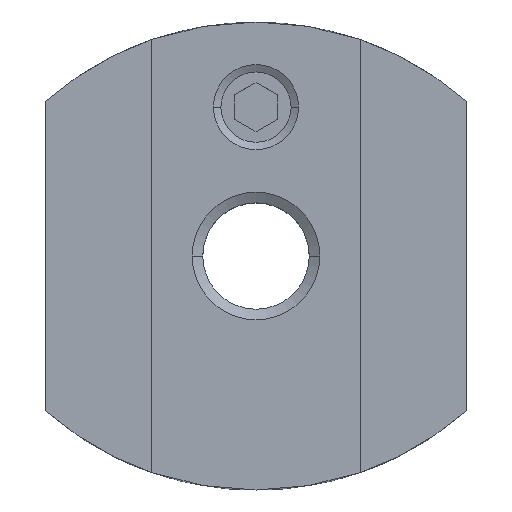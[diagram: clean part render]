
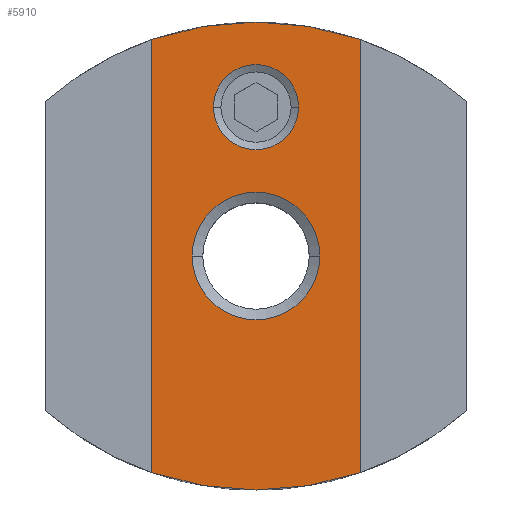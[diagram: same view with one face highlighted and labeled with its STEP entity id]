
A CAD part, top view. The second image highlights one B-rep face of the part: STEP entity #5910.
In plain terms, the highlighted planar face has unit normal (0, 0, 1).
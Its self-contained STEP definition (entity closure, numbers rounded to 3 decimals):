
#4040=CARTESIAN_POINT('',(-4.9,10.177,-0.6));
#4050=VERTEX_POINT('',#4040);
#4080=CARTESIAN_POINT('',(-4.9,0.,-0.6));
#4090=DIRECTION('',(0.,1.,0.));
#4100=VECTOR('',#4090,1.);
#4110=LINE('',#4080,#4100);
#4120=CARTESIAN_POINT('',(-4.9,-10.177,-0.6));
#4130=VERTEX_POINT('',#4120);
#4140=EDGE_CURVE('',#4130,#4050,#4110,.T.);
#4770=CARTESIAN_POINT('',(4.9,-10.177,-0.6));
#4780=VERTEX_POINT('',#4770);
#4810=CARTESIAN_POINT('',(4.9,0.,-0.6));
#4820=DIRECTION('',(0.,-1.,0.));
#4830=VECTOR('',#4820,1.);
#4840=LINE('',#4810,#4830);
#4850=CARTESIAN_POINT('',(4.9,10.177,-0.6));
#4860=VERTEX_POINT('',#4850);
#4870=EDGE_CURVE('',#4860,#4780,#4840,.T.);
#5380=CARTESIAN_POINT('',(-6.5,-12.118,-0.6));
#5390=DIRECTION('',(0.,0.,1.));
#5400=DIRECTION('',(1.,0.,0.));
#5410=AXIS2_PLACEMENT_3D('',#5380,#5390,#5400);
#5420=PLANE('',#5410);
#5430=CARTESIAN_POINT('',(0.,0.,-0.6));
#5440=DIRECTION('',(0.,0.,1.));
#5450=DIRECTION('',(1.,0.,0.));
#5460=AXIS2_PLACEMENT_3D('',#5430,#5440,#5450);
#5470=CIRCLE('',#5460,3.);
#5480=CARTESIAN_POINT('',(3.,0.,-0.6));
#5490=VERTEX_POINT('',#5480);
#5500=CARTESIAN_POINT('',(-3.,0.,-0.6));
#5510=VERTEX_POINT('',#5500);
#5520=EDGE_CURVE('',#5490,#5510,#5470,.T.);
#5530=ORIENTED_EDGE('',*,*,#5520,.F.);
#5540=EDGE_CURVE('',#5510,#5490,#5470,.T.);
#5550=ORIENTED_EDGE('',*,*,#5540,.F.);
#5560=EDGE_LOOP('',(#5550,#5530));
#5570=FACE_BOUND('',#5560,.T.);
#5580=CARTESIAN_POINT('',(0.,7.,-0.6));
#5590=DIRECTION('',(0.,0.,1.));
#5600=DIRECTION('',(1.,0.,0.));
#5610=AXIS2_PLACEMENT_3D('',#5580,#5590,#5600);
#5620=CIRCLE('',#5610,2.);
#5630=CARTESIAN_POINT('',(2.,7.,-0.6));
#5640=VERTEX_POINT('',#5630);
#5650=CARTESIAN_POINT('',(-2.,7.,-0.6));
#5660=VERTEX_POINT('',#5650);
#5670=EDGE_CURVE('',#5640,#5660,#5620,.T.);
#5680=ORIENTED_EDGE('',*,*,#5670,.F.);
#5690=EDGE_CURVE('',#5660,#5640,#5620,.T.);
#5700=ORIENTED_EDGE('',*,*,#5690,.F.);
#5710=EDGE_LOOP('',(#5700,#5680));
#5720=FACE_BOUND('',#5710,.T.);
#5730=ORIENTED_EDGE('',*,*,#4870,.F.);
#5740=CARTESIAN_POINT('',(0.,4.,-0.6));
#5750=DIRECTION('',(0.,0.,-1.));
#5760=DIRECTION('',(-1.,0.,0.));
#5770=AXIS2_PLACEMENT_3D('',#5740,#5750,#5760);
#5780=CIRCLE('',#5770,15.);
#5790=EDGE_CURVE('',#4780,#4130,#5780,.T.);
#5800=ORIENTED_EDGE('',*,*,#5790,.F.);
#5810=ORIENTED_EDGE('',*,*,#4140,.F.);
#5820=CARTESIAN_POINT('',(0.,-4.,-0.6))
;
#5830=DIRECTION('',(0.,0.,-1.));
#5840=DIRECTION('',(-1.,0.,0.));
#5850=AXIS2_PLACEMENT_3D('',#5820,#5830,#5840);
#5860=CIRCLE('',#5850,15.);
#5870=EDGE_CURVE('',#4050,#4860,#5860,.T.);
#5880=ORIENTED_EDGE('',*,*,#5870,.F.);
#5890=EDGE_LOOP('',(#5880,#5810,#5800,#5730));
#5900=FACE_OUTER_BOUND('',#5890,.T.);
#5910=ADVANCED_FACE('',(#5570,#5720,#5900),#5420,.T.);
